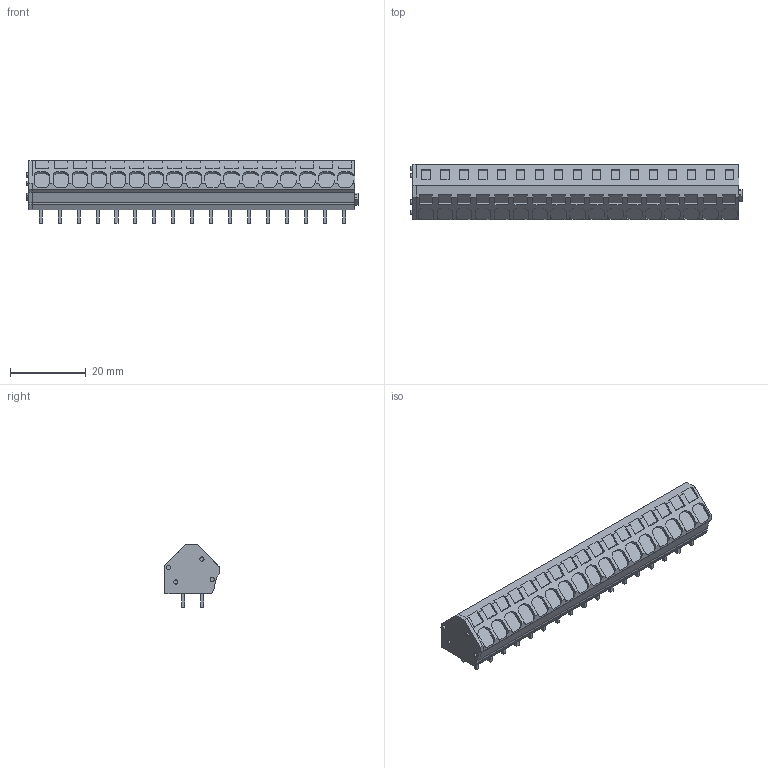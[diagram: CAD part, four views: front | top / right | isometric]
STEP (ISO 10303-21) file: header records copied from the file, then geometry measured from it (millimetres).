
FILE_DESCRIPTION(('CATIA V5R20 STEP214','CAx-IF Rec.Pracs.--- Model Styling and Organization---1.4--- 2014-01-23'),'2;1');
FILE_NAME ('028430-3_0', '2019-03-13T07:07:09+00:00', ('Weidmueller Interface'), ('Weidmueller'), 'CATIA Version 5-6 Release 2016 SP3 HF44', 'CATIA V5 STEP AP214', 'none');
FILE_SCHEMA(('AUTOMOTIVE_DESIGN { 1 0 10303 214 1 1 1 1 }'));
Length unit declared in the file: millimetre
Products named in the file (1): 1960180000
Bounding box: 87.5 x 14.5 x 16.48 mm (x, y, z)
Volume: 12189.7 mm3; surface area: 6495.5 mm2
Topology: 36 solids, 70 shells, 992 faces, 2541 edges, 1711 vertices
Faces by surface type: plane 721, cylinder 271
Entity records: 27116 total; most frequent: CARTESIAN_POINT 5642, ORIENTED_EDGE 5082, DIRECTION 3177, EDGE_CURVE 2541, VECTOR 1948, LINE 1948, VERTEX_POINT 1711, EDGE_LOOP 1022
